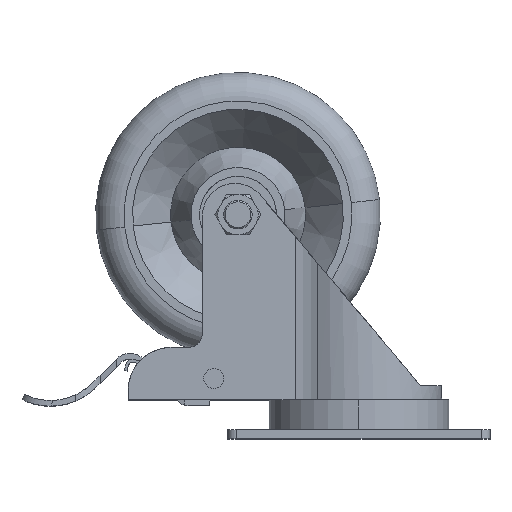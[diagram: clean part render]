
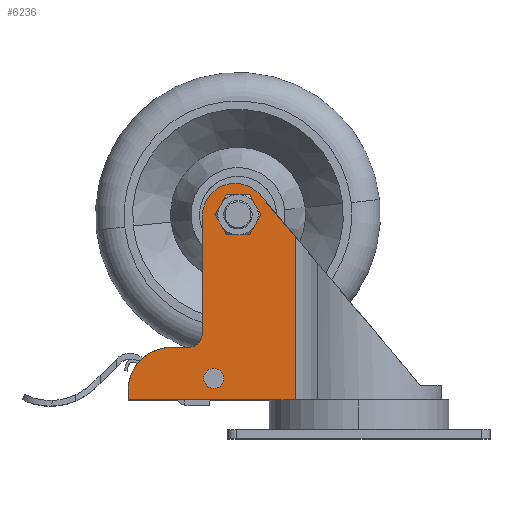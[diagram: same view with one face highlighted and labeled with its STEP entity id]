
A CAD part, top view. The second image highlights one B-rep face of the part: STEP entity #6236.
In plain terms, the highlighted face is planar.
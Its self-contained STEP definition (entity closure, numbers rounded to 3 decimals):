
#93 = VECTOR ( 'NONE', #4538, 1000. ) ;
#208 = DIRECTION ( 'NONE',  ( 0., 0., -1. ) ) ;
#370 = CARTESIAN_POINT ( 'NONE',  ( -23., 3.395, -65.993 ) ) ;
#392 = VECTOR ( 'NONE', #2603, 1000. ) ;
#478 = EDGE_CURVE ( 'NONE', #6977, #6008, #7902, .T. ) ;
#519 = LINE ( 'NONE', #1249, #392 ) ;
#637 = EDGE_CURVE ( 'NONE', #697, #3576, #519, .T. ) ;
#697 = VERTEX_POINT ( 'NONE', #1806 ) ;
#713 = CARTESIAN_POINT ( 'NONE',  ( -23., 7.5, -53.493 ) ) ;
#718 = CIRCLE ( 'NONE', #5079, 5. ) ;
#795 = CARTESIAN_POINT ( 'NONE',  ( -23., 18.395, -59.993 ) ) ;
#841 = EDGE_CURVE ( 'NONE', #697, #5851, #6660, .T. ) ;
#931 = ORIENTED_EDGE ( 'NONE', *, *, #2855, .T. ) ;
#1013 = ORIENTED_EDGE ( 'NONE', *, *, #5509, .T. ) ;
#1123 = AXIS2_PLACEMENT_3D ( 'NONE', #7949, #6555, #4709 ) ;
#1249 = CARTESIAN_POINT ( 'NONE',  ( -23., 76., -54.993 ) ) ;
#1261 = DIRECTION ( 'NONE',  ( 1., 0., 0. ) ) ;
#1407 = CARTESIAN_POINT ( 'NONE',  ( -23., 0., -22.45 ) ) ;
#1412 = EDGE_CURVE ( 'NONE', #3576, #1913, #718, .T. ) ;
#1443 = ORIENTED_EDGE ( 'NONE', *, *, #6130, .T. ) ;
#1479 = DIRECTION ( 'NONE',  ( 0., 1., 0. ) ) ;
#1534 = ORIENTED_EDGE ( 'NONE', *, *, #478, .F. ) ;
#1555 = CARTESIAN_POINT ( 'NONE',  ( -23., 23.395, -54.993 ) ) ;
#1592 = DIRECTION ( 'NONE',  ( 0., 0., -1. ) ) ;
#1614 = DIRECTION ( 'NONE',  ( 0., 0.765, -0.644 ) ) ;
#1766 = CARTESIAN_POINT ( 'NONE',  ( -23., 0., -17.664 ) ) ;
#1773 = ORIENTED_EDGE ( 'NONE', *, *, #3472, .F. ) ;
#1806 = CARTESIAN_POINT ( 'NONE',  ( -23., 64.5, -54.993 ) ) ;
#1913 = VERTEX_POINT ( 'NONE', #795 ) ;
#1917 = AXIS2_PLACEMENT_3D ( 'NONE', #370, #7501, #5581 ) ;
#1948 = CARTESIAN_POINT ( 'NONE',  ( -23., 18.395, -80.993 ) ) ;
#1952 = CARTESIAN_POINT ( 'NONE',  ( -23., 0., -80.993 ) ) ;
#1999 = EDGE_CURVE ( 'NONE', #7716, #4528, #2888, .T. ) ;
#2014 = ORIENTED_EDGE ( 'NONE', *, *, #1412, .T. ) ;
#2060 = CARTESIAN_POINT ( 'NONE',  ( -23., 18.395, -80.993 ) ) ;
#2120 = ORIENTED_EDGE ( 'NONE', *, *, #3866, .F. ) ;
#2348 = DIRECTION ( 'NONE',  ( 1., 0., 0. ) ) ;
#2377 = EDGE_CURVE ( 'NONE', #4528, #7716, #7126, .T. ) ;
#2514 = CARTESIAN_POINT ( 'NONE',  ( -23., 65., -47.493 ) ) ;
#2603 = DIRECTION ( 'NONE',  ( 0., -1., 0. ) ) ;
#2838 = ORIENTED_EDGE ( 'NONE', *, *, #2377, .T. ) ;
#2855 = EDGE_CURVE ( 'NONE', #7401, #5851, #6210, .T. ) ;
#2867 = VECTOR ( 'NONE', #4311, 1000. ) ;
#2888 = CIRCLE ( 'NONE', #1123, 5. ) ;
#2923 = VERTEX_POINT ( 'NONE', #8334 ) ;
#3254 = ORIENTED_EDGE ( 'NONE', *, *, #637, .T. ) ;
#3472 = EDGE_CURVE ( 'NONE', #2923, #1913, #6548, .T. ) ;
#3576 = VERTEX_POINT ( 'NONE', #1555 ) ;
#3824 = EDGE_CURVE ( 'NONE', #6591, #5870, #5849, .T. ) ;
#3832 = EDGE_LOOP ( 'NONE', ( #3932, #2838 ) ) ;
#3841 = DIRECTION ( 'NONE',  ( 1., 0., 0. ) ) ;
#3866 = EDGE_CURVE ( 'NONE', #6008, #6977, #4473, .T. ) ;
#3868 = CARTESIAN_POINT ( 'NONE',  ( -23., 65., -37.493 ) ) ;
#3882 = DIRECTION ( 'NONE',  ( 0., 0., -1. ) ) ;
#3932 = ORIENTED_EDGE ( 'NONE', *, *, #1999, .T. ) ;
#4022 = LINE ( 'NONE', #5241, #7865 ) ;
#4056 = VERTEX_POINT ( 'NONE', #1407 ) ;
#4113 = CARTESIAN_POINT ( 'NONE',  ( -23., 3.395, -80.993 ) ) ;
#4311 = DIRECTION ( 'NONE',  ( 0., 0., 1. ) ) ;
#4403 = VECTOR ( 'NONE', #1614, 1000. ) ;
#4473 = CIRCLE ( 'NONE', #7066, 2.5 ) ;
#4494 = CARTESIAN_POINT ( 'NONE',  ( -23., 65., -42.493 ) ) ;
#4528 = VERTEX_POINT ( 'NONE', #3868 ) ;
#4538 = DIRECTION ( 'NONE',  ( 0., 0., 1. ) ) ;
#4584 = CARTESIAN_POINT ( 'NONE',  ( -23., 71.965, -34.745 ) ) ;
#4692 = CARTESIAN_POINT ( 'NONE',  ( -23., 7.5, -50.993 ) ) ;
#4709 = DIRECTION ( 'NONE',  ( 0., 0., -1. ) ) ;
#4914 = DIRECTION ( 'NONE',  ( 0., 0., -1. ) ) ;
#4941 = CARTESIAN_POINT ( 'NONE',  ( -23., 65.915, -29.658 ) ) ;
#4952 = ORIENTED_EDGE ( 'NONE', *, *, #3824, .T. ) ;
#5030 = CARTESIAN_POINT ( 'NONE',  ( -23., 23.395, -59.993 ) ) ;
#5079 = AXIS2_PLACEMENT_3D ( 'NONE', #5030, #5713, #7123 ) ;
#5241 = CARTESIAN_POINT ( 'NONE',  ( -23., 51.65, -22.45 ) ) ;
#5303 = CARTESIAN_POINT ( 'NONE',  ( -23., 57.342, -22.45 ) ) ;
#5493 = AXIS2_PLACEMENT_3D ( 'NONE', #4494, #1261, #7734 ) ;
#5509 = EDGE_CURVE ( 'NONE', #4056, #7401, #4022, .T. ) ;
#5581 = DIRECTION ( 'NONE',  ( 0., 0., -1. ) ) ;
#5590 = CIRCLE ( 'NONE', #1917, 15. ) ;
#5713 = DIRECTION ( 'NONE',  ( 1., 0., 0. ) ) ;
#5731 = LINE ( 'NONE', #1766, #2867 ) ;
#5810 = FACE_OUTER_BOUND ( 'NONE', #7496, .T. ) ;
#5833 = VECTOR ( 'NONE', #7848, 1000. ) ;
#5849 = LINE ( 'NONE', #2060, #5833 ) ;
#5851 = VERTEX_POINT ( 'NONE', #4584 ) ;
#5870 = VERTEX_POINT ( 'NONE', #1952 ) ;
#5884 = ORIENTED_EDGE ( 'NONE', *, *, #8055, .T. ) ;
#6008 = VERTEX_POINT ( 'NONE', #6031 ) ;
#6031 = CARTESIAN_POINT ( 'NONE',  ( -23., 7.5, -48.493 ) ) ;
#6052 = DIRECTION ( 'NONE',  ( -1., 0., 0. ) ) ;
#6130 = EDGE_CURVE ( 'NONE', #5870, #4056, #5731, .T. ) ;
#6142 = CARTESIAN_POINT ( 'NONE',  ( -23., 64.5, -43.493 ) ) ;
#6210 = LINE ( 'NONE', #4941, #4403 ) ;
#6236 = ADVANCED_FACE ( 'NONE', ( #7097, #7773, #5810 ), #7264, .F. ) ;
#6259 = AXIS2_PLACEMENT_3D ( 'NONE', #6142, #2348, #4914 ) ;
#6314 = DIRECTION ( 'NONE',  ( -1., 0., 0. ) ) ;
#6408 = AXIS2_PLACEMENT_3D ( 'NONE', #7225, #3841, #3882 ) ;
#6464 = EDGE_LOOP ( 'NONE', ( #1534, #2120 ) ) ;
#6548 = LINE ( 'NONE', #1948, #93 ) ;
#6555 = DIRECTION ( 'NONE',  ( 1., 0., 0. ) ) ;
#6591 = VERTEX_POINT ( 'NONE', #4113 ) ;
#6660 = CIRCLE ( 'NONE', #6259, 11.5 ) ;
#6919 = CARTESIAN_POINT ( 'NONE',  ( -23., 7.5, -50.993 ) ) ;
#6977 = VERTEX_POINT ( 'NONE', #713 ) ;
#7066 = AXIS2_PLACEMENT_3D ( 'NONE', #4692, #6052, #208 ) ;
#7097 = FACE_BOUND ( 'NONE', #6464, .T. ) ;
#7123 = DIRECTION ( 'NONE',  ( 0., 0., -1. ) ) ;
#7126 = CIRCLE ( 'NONE', #5493, 5. ) ;
#7225 = CARTESIAN_POINT ( 'NONE',  ( -23., 76., -17.664 ) ) ;
#7264 = PLANE ( 'NONE',  #6408 ) ;
#7401 = VERTEX_POINT ( 'NONE', #5303 ) ;
#7489 = ORIENTED_EDGE ( 'NONE', *, *, #841, .F. ) ;
#7496 = EDGE_LOOP ( 'NONE', ( #1773, #5884, #4952, #1443, #1013, #931, #7489, #3254, #2014 ) ) ;
#7497 = AXIS2_PLACEMENT_3D ( 'NONE', #6919, #6314, #1592 ) ;
#7501 = DIRECTION ( 'NONE',  ( -1., 0., 0. ) ) ;
#7716 = VERTEX_POINT ( 'NONE', #2514 ) ;
#7734 = DIRECTION ( 'NONE',  ( 0., 0., -1. ) ) ;
#7773 = FACE_BOUND ( 'NONE', #3832, .T. ) ;
#7848 = DIRECTION ( 'NONE',  ( 0., -1., 0. ) ) ;
#7865 = VECTOR ( 'NONE', #1479, 1000. ) ;
#7902 = CIRCLE ( 'NONE', #7497, 2.5 ) ;
#7949 = CARTESIAN_POINT ( 'NONE',  ( -23., 65., -42.493 ) ) ;
#8055 = EDGE_CURVE ( 'NONE', #2923, #6591, #5590, .T. ) ;
#8334 = CARTESIAN_POINT ( 'NONE',  ( -23., 18.395, -65.993 ) ) ;
